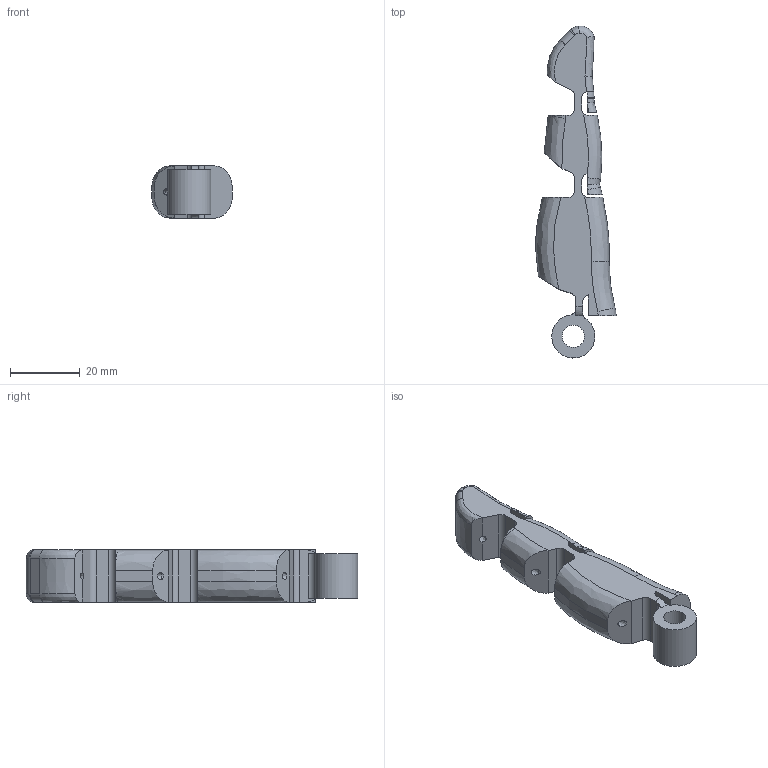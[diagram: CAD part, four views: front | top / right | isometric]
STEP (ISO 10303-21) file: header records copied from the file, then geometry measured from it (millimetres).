
FILE_DESCRIPTION(/* description */ (''),/* implementation_level */ '2;1');
FILE_NAME(/* name */ 'Index_Design.stp',/* time_stamp */ '2023-10-22T07:24:49-05:00',/* author */ ('maria'),/* organization */ (''),/* preprocessor_version */ 'ST-DEVELOPER v19.2',/* originating_system */ 'Autodesk Inventor 2024',/* authorisation */ '');
FILE_SCHEMA (('AUTOMOTIVE_DESIGN { 1 0 10303 214 3 1 1 }'));
Length unit declared in the file: millimetre
Products named in the file (1): Index_Design_V2.0_MIR
Bounding box: 23.1 x 95.35 x 15 mm (x, y, z)
Volume: 16505.7 mm3; surface area: 6836.8 mm2
Topology: 1 solids, 1 shells, 116 faces, 320 edges, 204 vertices
Faces by surface type: bspline 65, plane 34, cylinder 17
Full cylindrical faces by diameter (mm): 6.4 x1
Entity records: 6365 total; most frequent: CARTESIAN_POINT 3797, ORIENTED_EDGE 636, DIRECTION 353, EDGE_CURVE 318, VERTEX_POINT 203, B_SPLINE_CURVE_WITH_KNOTS 138, EDGE_LOOP 123, AXIS2_PLACEMENT_3D 121
